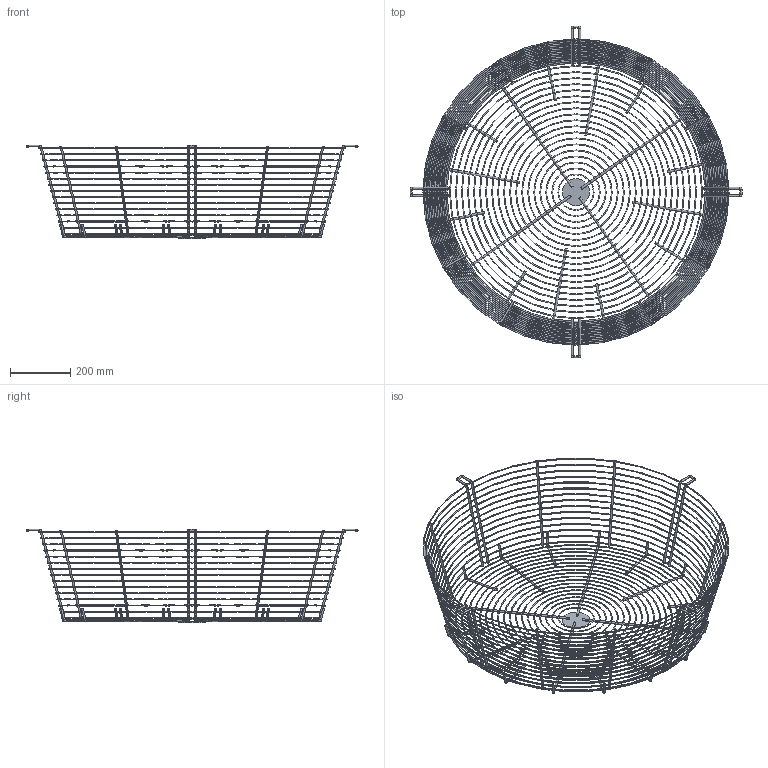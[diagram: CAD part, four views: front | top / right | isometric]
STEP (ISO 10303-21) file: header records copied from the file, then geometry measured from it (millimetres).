
FILE_DESCRIPTION (( 'STEP AP203' ), '1' );
FILE_NAME ('5RE1591_CCrc 100.STEP', '2022-02-18T10:57:52', ( '' ), ( '' ), 'SwSTEP 2.0', 'SolidWorks 2018', '' );
FILE_SCHEMA (( 'CONFIG_CONTROL_DESIGN' ));
Length unit declared in the file: millimetre
Products named in the file (1): 5RE1591_CCrc 100
Bounding box: 1102 x 1102 x 309.28 mm (x, y, z)
Volume: 1033957.9 mm3; surface area: 994802.8 mm2
Topology: 21 solids, 21 shells, 380 faces, 2030 edges, 1300 vertices
Faces by surface type: torus 200, cylinder 122, plane 58
Entity records: 28798 total; most frequent: CARTESIAN_POINT 12978, ORIENTED_EDGE 4060, DIRECTION 2908, EDGE_CURVE 2030, AXIS2_PLACEMENT_3D 1329, VERTEX_POINT 1300, CIRCLE 948, B_SPLINE_CURVE_WITH_KNOTS 832
